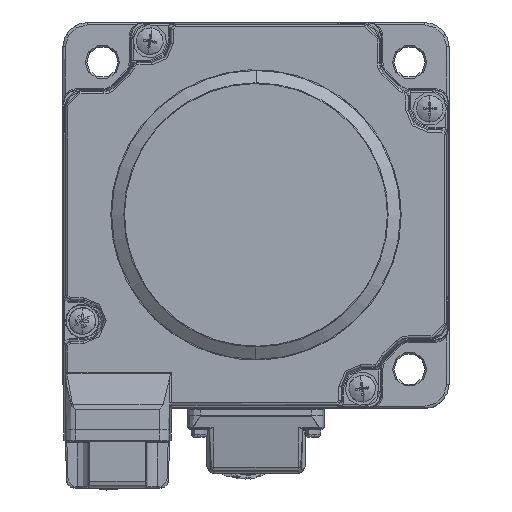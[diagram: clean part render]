
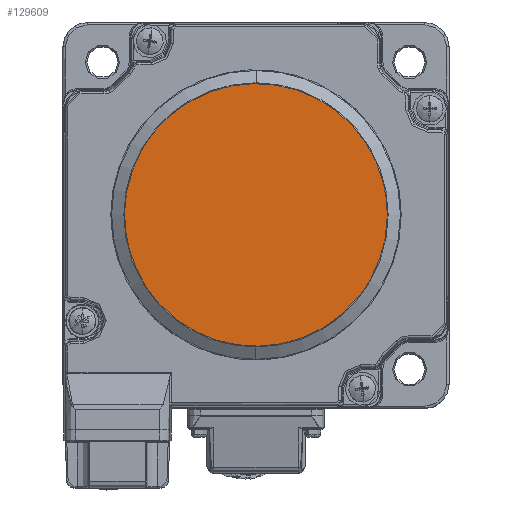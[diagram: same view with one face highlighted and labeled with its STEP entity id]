
A CAD part, top view. The second image highlights one B-rep face of the part: STEP entity #129609.
In plain terms, the highlighted planar face has unit normal (0, 0, 1).
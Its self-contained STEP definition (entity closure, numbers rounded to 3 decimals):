
#2826 = CARTESIAN_POINT ( 'NONE',  ( 39.478, -86.97, 11.5 ) ) ;
#4522 = CARTESIAN_POINT ( 'NONE',  ( 39.478, -32.552, 11.5 ) ) ;
#6390 = ORIENTED_EDGE ( 'NONE', *, *, #81390, .F. ) ;
#9880 = FACE_OUTER_BOUND ( 'NONE', #102988, .T. ) ;
#11500 = VERTEX_POINT ( 'NONE', #140640 ) ;
#16707 =( BOUNDED_CURVE ( )  B_SPLINE_CURVE ( 3, ( #57383, #4522, #2826, #136058 ),
 .UNSPECIFIED., .F., .F. ) 
 B_SPLINE_CURVE_WITH_KNOTS ( ( 4, 4 ),
 ( 0.5, 1. ),
 .UNSPECIFIED. ) 
 CURVE ( )  GEOMETRIC_REPRESENTATION_ITEM ( )  RATIONAL_B_SPLINE_CURVE ( ( 1., 0.333, 0.333, 1. ) ) 
 REPRESENTATION_ITEM ( '' )  );
#16878 = AXIS2_PLACEMENT_3D ( 'NONE', #24424, #116324, #142701 ) ;
#24424 = CARTESIAN_POINT ( 'NONE',  ( -14.94, -59.761, 11.5 ) ) ;
#41587 = CARTESIAN_POINT ( 'NONE',  ( -14.94, -86.97, 11.5 ) ) ;
#54960 = VERTEX_POINT ( 'NONE', #104518 ) ;
#56488 = CARTESIAN_POINT ( 'NONE',  ( -69.359, -86.97, 11.5 ) ) ;
#57383 = CARTESIAN_POINT ( 'NONE',  ( -14.94, -32.552, 11.5 ) ) ;
#81124 = ORIENTED_EDGE ( 'NONE', *, *, #147397, .F. ) ;
#81390 = EDGE_CURVE ( 'NONE', #54960, #11500, #101413, .T. ) ;
#89895 = PLANE ( 'NONE',  #16878 ) ;
#96157 = CARTESIAN_POINT ( 'NONE',  ( -14.94, -32.552, 11.5 ) ) ;
#101413 =( BOUNDED_CURVE ( )  B_SPLINE_CURVE ( 3, ( #41587, #56488, #109372, #96157 ),
 .UNSPECIFIED., .F., .F. ) 
 B_SPLINE_CURVE_WITH_KNOTS ( ( 4, 4 ),
 ( 0., 0.5 ),
 .UNSPECIFIED. ) 
 CURVE ( )  GEOMETRIC_REPRESENTATION_ITEM ( )  RATIONAL_B_SPLINE_CURVE ( ( 1., 0.333, 0.333, 1. ) ) 
 REPRESENTATION_ITEM ( '' )  );
#102988 = EDGE_LOOP ( 'NONE', ( #81124, #6390 ) ) ;
#104518 = CARTESIAN_POINT ( 'NONE',  ( -14.94, -86.97, 11.5 ) ) ;
#109372 = CARTESIAN_POINT ( 'NONE',  ( -69.359, -32.552, 11.5 ) ) ;
#116324 = DIRECTION ( 'NONE',  ( 0., 0., 1. ) ) ;
#129609 = ADVANCED_FACE ( 'NONE', ( #9880 ), #89895, .T. ) ;
#136058 = CARTESIAN_POINT ( 'NONE',  ( -14.94, -86.97, 11.5 ) ) ;
#140640 = CARTESIAN_POINT ( 'NONE',  ( -14.94, -32.552, 11.5 ) ) ;
#142701 = DIRECTION ( 'NONE',  ( 1., 0., 0. ) ) ;
#147397 = EDGE_CURVE ( 'NONE', #11500, #54960, #16707, .T. ) ;
